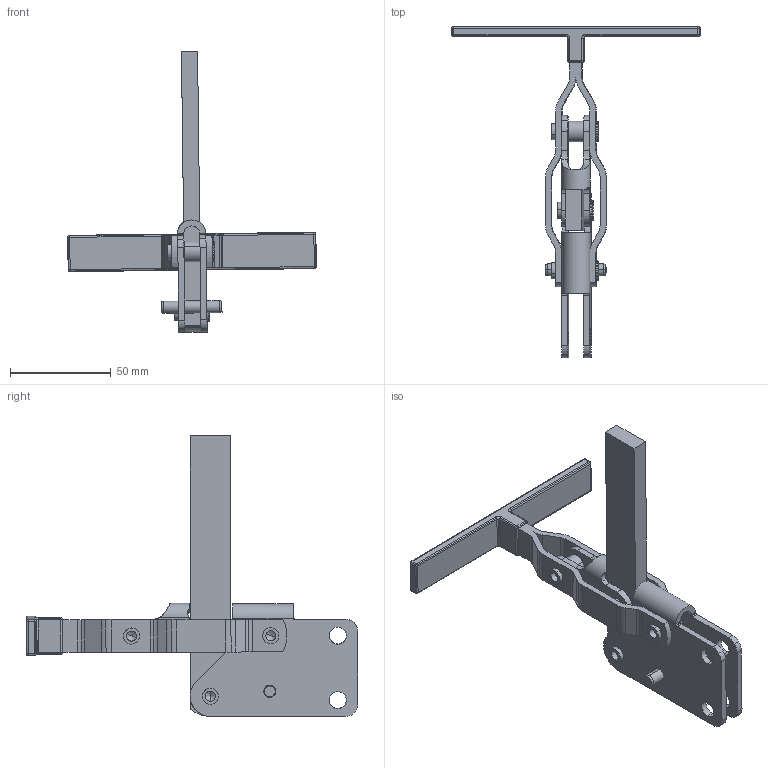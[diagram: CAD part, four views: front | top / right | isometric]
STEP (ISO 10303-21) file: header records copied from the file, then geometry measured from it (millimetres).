
FILE_DESCRIPTION((''),'2;1');
FILE_NAME('214TF.1.stp','2005-08-29T15:18:16',('CAD'),(''),'Autodesk Inventor 8','Autodesk Inventor 8','');
FILE_SCHEMA(('AUTOMOTIVE_DESIGN { 1 0 10303 214 1 1 1 1 }'));
Length unit declared in the file: millimetre
Products named in the file (1): Part24
Bounding box: 123.19 x 164.26 x 139.13 mm (x, y, z)
Volume: 75385.1 mm3; surface area: 43851.5 mm2
Topology: 1 solids, 9 shells, 1220 faces, 3805 edges, 2317 vertices
Faces by surface type: plane 674, cone 300, cylinder 181, bspline 41, torus 12, sphere 12
Entity records: 43467 total; most frequent: CARTESIAN_POINT 10064, ORIENTED_EDGE 7570, DIRECTION 6998, EDGE_CURVE 3785, AXIS2_PLACEMENT_3D 2605, VERTEX_POINT 2317, VECTOR 1788, LINE 1788
